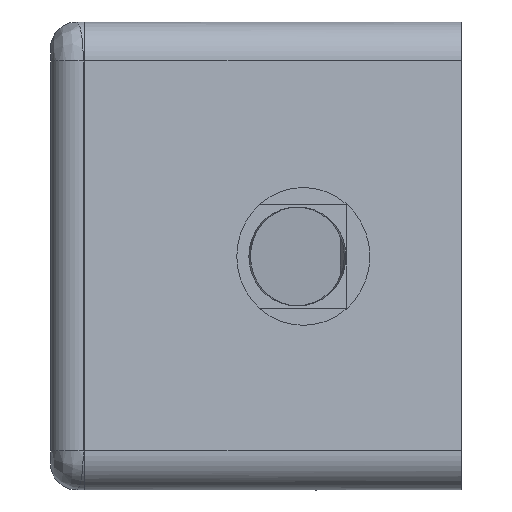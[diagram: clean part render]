
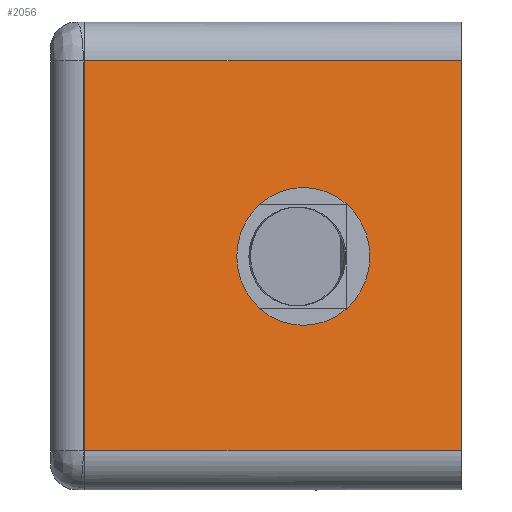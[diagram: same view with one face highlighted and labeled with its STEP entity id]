
A CAD part, left-side view. The second image highlights one B-rep face of the part: STEP entity #2056.
In plain terms, the highlighted planar face has unit normal (-0.966, -0.259, 0).
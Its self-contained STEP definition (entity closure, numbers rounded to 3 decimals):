
#26=FACE_BOUND('',#298,.T.);
#37=CIRCLE('',#2194,5.3);
#90=PLANE('',#2193);
#177=FACE_OUTER_BOUND('',#297,.T.);
#297=EDGE_LOOP('',(#1422,#1423,#1424,#1425));
#298=EDGE_LOOP('',(#1426));
#428=LINE('',#2997,#663);
#429=LINE('',#3000,#664);
#430=LINE('',#3002,#665);
#431=LINE('',#3003,#666);
#663=VECTOR('',#2386,10.);
#664=VECTOR('',#2389,10.);
#665=VECTOR('',#2390,10.);
#666=VECTOR('',#2391,10.);
#915=VERTEX_POINT('',#2990);
#918=VERTEX_POINT('',#2995);
#919=VERTEX_POINT('',#2999);
#920=VERTEX_POINT('',#3001);
#921=VERTEX_POINT('',#3004);
#1115=EDGE_CURVE('',#918,#915,#428,.T.);
#1116=EDGE_CURVE('',#919,#918,#429,.T.);
#1117=EDGE_CURVE('',#920,#919,#430,.T.);
#1118=EDGE_CURVE('',#920,#915,#431,.T.);
#1119=EDGE_CURVE('',#921,#921,#37,.T.);
#1422=ORIENTED_EDGE('',*,*,#1115,.F.);
#1423=ORIENTED_EDGE('',*,*,#1116,.F.);
#1424=ORIENTED_EDGE('',*,*,#1117,.F.);
#1425=ORIENTED_EDGE('',*,*,#1118,.T.);
#1426=ORIENTED_EDGE('',*,*,#1119,.F.);
#2056=ADVANCED_FACE('',(#177,#26),#90,.T.);
#2193=AXIS2_PLACEMENT_3D('',#2998,#2387,#2388);
#2194=AXIS2_PLACEMENT_3D('',#3005,#2392,#2393);
#2386=DIRECTION('',(-0.259,0.966,0.));
#2387=DIRECTION('center_axis',(-0.966,-0.259,0.));
#2388=DIRECTION('ref_axis',(-0.259,0.966,0.));
#2389=DIRECTION('',(0.,0.,-1.));
#2390=DIRECTION('',(0.259,-0.966,0.));
#2391=DIRECTION('',(0.,0.,-1.));
#2392=DIRECTION('center_axis',(-0.966,-0.259,0.));
#2393=DIRECTION('ref_axis',(0.,0.,1.));
#2990=CARTESIAN_POINT('',(-0.208,28.978,-28.054));
#2995=CARTESIAN_POINT('',(7.557,0.,-28.054));
#2997=CARTESIAN_POINT('',(10.251,-10.055,-28.054));
#2998=CARTESIAN_POINT('Origin',(7.557,0.,4.946));
#2999=CARTESIAN_POINT('',(7.557,0.,1.946));
#3000=CARTESIAN_POINT('',(7.557,0.,4.946));
#3001=CARTESIAN_POINT('',(-0.208,28.978,1.946));
#3002=CARTESIAN_POINT('',(7.832,-1.025,1.946));
#3003=CARTESIAN_POINT('',(-0.208,28.978,4.946));
#3004=CARTESIAN_POINT('',(4.297,12.166,-18.386));
#3005=CARTESIAN_POINT('Origin',(4.297,12.166,-13.086));
